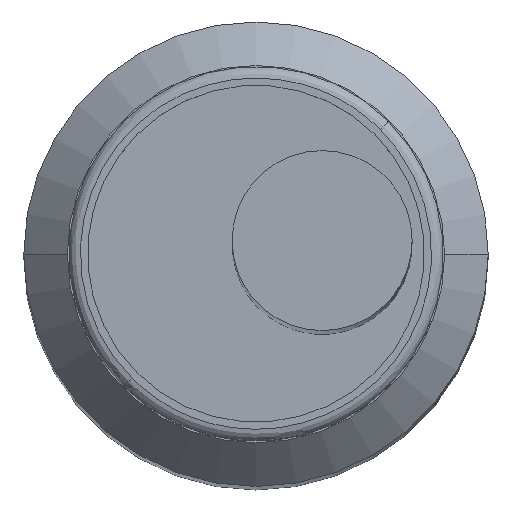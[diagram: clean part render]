
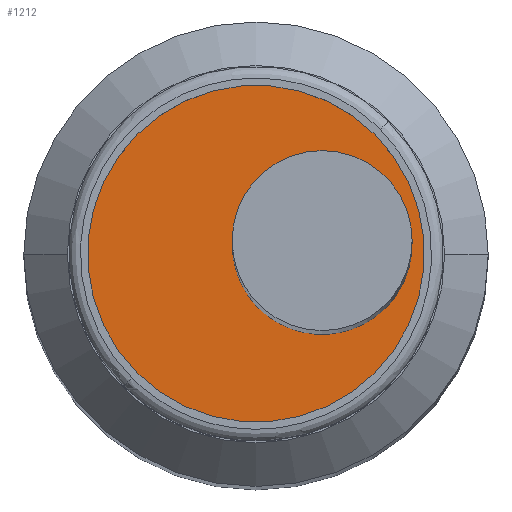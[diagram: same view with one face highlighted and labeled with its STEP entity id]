
A CAD part, top view. The second image highlights one B-rep face of the part: STEP entity #1212.
In plain terms, the highlighted planar face has unit normal (0, 0, 1).
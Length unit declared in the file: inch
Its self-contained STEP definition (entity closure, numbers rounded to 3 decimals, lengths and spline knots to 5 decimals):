
#8 = DIRECTION ( 'NONE',  ( 0., 0., 1. ) ) ;
#9 = ORIENTED_EDGE ( 'NONE', *, *, #1346, .F. ) ;
#79 = DIRECTION ( 'NONE',  ( -0.707, -0.707, 0. ) ) ;
#144 = CIRCLE ( 'NONE', #954, 0.06102 ) ;
#166 = CIRCLE ( 'NONE', #302, 0.11417 ) ;
#241 = VERTEX_POINT ( 'NONE', #1066 ) ;
#302 = AXIS2_PLACEMENT_3D ( 'NONE', #1113, #801, #1202 ) ;
#459 = FACE_BOUND ( 'NONE', #1415, .T. ) ;
#478 = FACE_OUTER_BOUND ( 'NONE', #792, .T. ) ;
#537 = CIRCLE ( 'NONE', #1099, 0.06102 ) ;
#621 = VERTEX_POINT ( 'NONE', #1318 ) ;
#622 = DIRECTION ( 'NONE',  ( 0., 0., -1. ) ) ;
#633 = VERTEX_POINT ( 'NONE', #843 ) ;
#644 = EDGE_CURVE ( 'NONE', #633, #241, #1245, .T. ) ;
#681 = ORIENTED_EDGE ( 'NONE', *, *, #1026, .F. ) ;
#698 = ORIENTED_EDGE ( 'NONE', *, *, #1388, .T. ) ;
#788 = CARTESIAN_POINT ( 'NONE',  ( 0., 0., 1.59449 ) ) ;
#792 = EDGE_LOOP ( 'NONE', ( #905, #698 ) ) ;
#801 = DIRECTION ( 'NONE',  ( 0., 0., 1. ) ) ;
#835 = AXIS2_PLACEMENT_3D ( 'NONE', #788, #8, #1106 ) ;
#843 = CARTESIAN_POINT ( 'NONE',  ( -0.08073, -0.08073, 1.59449 ) ) ;
#851 = DIRECTION ( 'NONE',  ( -0.707, -0.707, 0. ) ) ;
#905 = ORIENTED_EDGE ( 'NONE', *, *, #644, .T. ) ;
#945 = CARTESIAN_POINT ( 'NONE',  ( 0., 0., 1.59449 ) ) ;
#954 = AXIS2_PLACEMENT_3D ( 'NONE', #1307, #1197, #1314 ) ;
#1026 = EDGE_CURVE ( 'NONE', #621, #1306, #537, .T. ) ;
#1066 = CARTESIAN_POINT ( 'NONE',  ( 0.08073, 0.08073, 1.59449 ) ) ;
#1080 = AXIS2_PLACEMENT_3D ( 'NONE', #945, #622, #79 ) ;
#1085 = CARTESIAN_POINT ( 'NONE',  ( 0.08799, 0.04945, 1.59449 ) ) ;
#1099 = AXIS2_PLACEMENT_3D ( 'NONE', #1283, #1273, #851 ) ;
#1106 = DIRECTION ( 'NONE',  ( -0.707, -0.707, 0. ) ) ;
#1113 = CARTESIAN_POINT ( 'NONE',  ( 0., 0., 1.59449 ) ) ;
#1197 = DIRECTION ( 'NONE',  ( 0., 0., 1. ) ) ;
#1202 = DIRECTION ( 'NONE',  ( -0.707, -0.707, 0. ) ) ;
#1212 = ADVANCED_FACE ( 'NONE', ( #478, #459 ), #1279, .F. ) ;
#1245 = CIRCLE ( 'NONE', #835, 0.11417 ) ;
#1273 = DIRECTION ( 'NONE',  ( 0., 0., 1. ) ) ;
#1279 = PLANE ( 'NONE',  #1080 ) ;
#1283 = CARTESIAN_POINT ( 'NONE',  ( 0.04483, 0.0063, 1.59449 ) ) ;
#1306 = VERTEX_POINT ( 'NONE', #1085 ) ;
#1307 = CARTESIAN_POINT ( 'NONE',  ( 0.04483, 0.0063, 1.59449 ) ) ;
#1314 = DIRECTION ( 'NONE',  ( -0.707, -0.707, 0. ) ) ;
#1318 = CARTESIAN_POINT ( 'NONE',  ( 0.00168, -0.03685, 1.59449 ) ) ;
#1346 = EDGE_CURVE ( 'NONE', #1306, #621, #144, .T. ) ;
#1388 = EDGE_CURVE ( 'NONE', #241, #633, #166, .T. ) ;
#1415 = EDGE_LOOP ( 'NONE', ( #681, #9 ) ) ;
